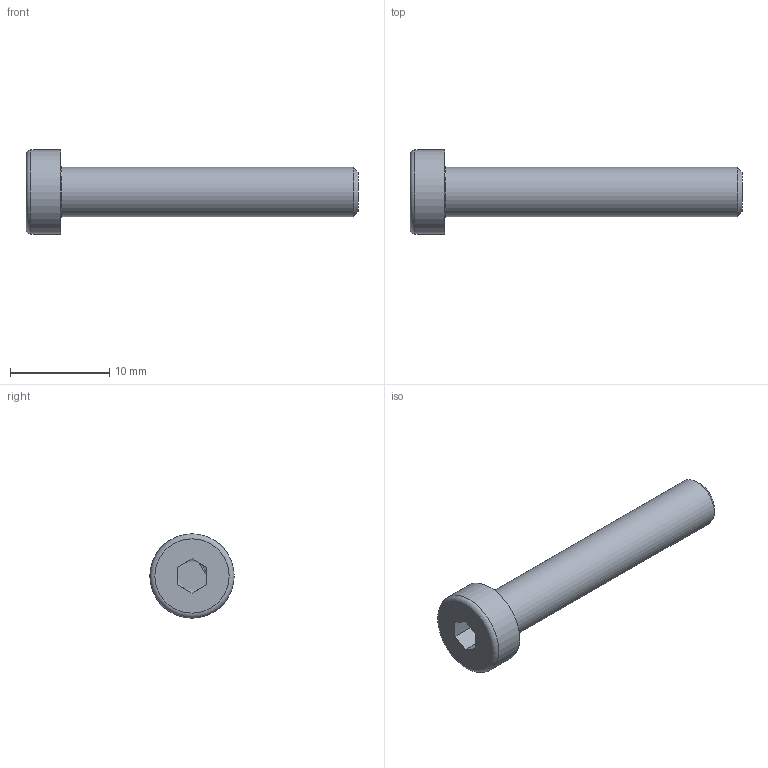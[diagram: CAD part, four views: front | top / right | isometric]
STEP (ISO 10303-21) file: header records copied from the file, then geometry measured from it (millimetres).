
FILE_DESCRIPTION(/* description */ ('Zylinderkopfschraube DIN 7984 - M5 x 30 rostfrei'),/* implementation_level */ '2;1');
FILE_NAME(/* name */ '211237-1.step',/* time_stamp */ '2021-08-27T09:54:36+02:00',/* author */ ('Gaertner'),/* organization */ (''),/* preprocessor_version */ 'ST-DEVELOPER v18.1',/* originating_system */ 'Autodesk Inventor 2021',/* authorisation */ '');
FILE_SCHEMA (('AUTOMOTIVE_DESIGN { 1 0 10303 214 3 1 1 }'));
Length unit declared in the file: millimetre
Products named in the file (1): leer
Bounding box: 33.5 x 8.5 x 8.5 mm (x, y, z)
Volume: 760.4 mm3; surface area: 697 mm2
Topology: 1 solids, 1 shells, 15 faces, 36 edges, 24 vertices
Faces by surface type: plane 9, torus 2, cylinder 2, cone 2
Full cylindrical faces by diameter (mm): 5 x1, 8.5 x1
Entity records: 469 total; most frequent: CARTESIAN_POINT 89, DIRECTION 72, ORIENTED_EDGE 70, EDGE_CURVE 35, AXIS2_PLACEMENT_3D 28, VERTEX_POINT 24, EDGE_LOOP 17, LINE 16
